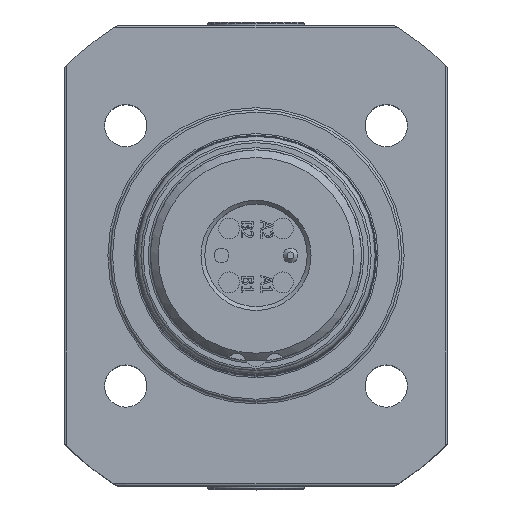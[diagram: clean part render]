
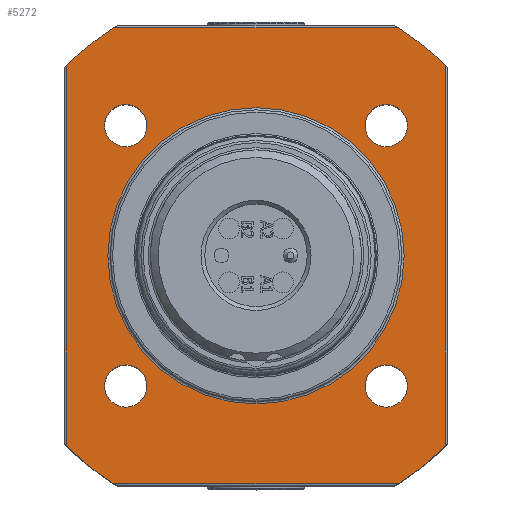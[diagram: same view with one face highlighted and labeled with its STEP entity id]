
A CAD part, top view. The second image highlights one B-rep face of the part: STEP entity #5272.
In plain terms, the highlighted planar face has unit normal (0, 0, 1).
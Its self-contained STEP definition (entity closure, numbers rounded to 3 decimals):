
#842=LINE($,#12213,#1164);
#843=LINE($,#12217,#1165);
#844=LINE($,#12221,#1166);
#845=LINE($,#12224,#1167);
#1164=VECTOR($,#6533,49.595);
#1165=VECTOR($,#6536,37.036);
#1166=VECTOR($,#6539,49.595);
#1167=VECTOR($,#6542,37.036);
#1309=PLANE($,#5595);
#1397=FACE_BOUND($,#2075,.T.);
#1398=FACE_BOUND($,#2076,.T.);
#1399=FACE_BOUND($,#2077,.T.);
#1400=FACE_BOUND($,#2078,.T.);
#1401=FACE_BOUND($,#2079,.T.);
#1402=FACE_BOUND($,#2080,.T.);
#2075=EDGE_LOOP($,(#4742));
#2076=EDGE_LOOP($,(#4743));
#2077=EDGE_LOOP($,(#4744));
#2078=EDGE_LOOP($,(#4745));
#2079=EDGE_LOOP($,(#4746,#4747,#4748,#4749,#4750,#4751,#4752,#4753));
#2080=EDGE_LOOP($,(#4754));
#2200=CIRCLE($,#5345,2.75);
#2202=CIRCLE($,#5348,2.75);
#2204=CIRCLE($,#5351,2.75);
#2206=CIRCLE($,#5354,2.75);
#2281=CIRCLE($,#5596,35.);
#2282=CIRCLE($,#5597,35.);
#2283=CIRCLE($,#5598,35.);
#2284=CIRCLE($,#5599,35.);
#2285=CIRCLE($,#5600,19.3);
#2340=VERTEX_POINT($,#6807);
#2342=VERTEX_POINT($,#6812);
#2344=VERTEX_POINT($,#6817);
#2346=VERTEX_POINT($,#6822);
#2765=VERTEX_POINT($,#12209);
#2766=VERTEX_POINT($,#12210);
#2767=VERTEX_POINT($,#12212);
#2768=VERTEX_POINT($,#12214);
#2769=VERTEX_POINT($,#12216);
#2770=VERTEX_POINT($,#12218);
#2771=VERTEX_POINT($,#12220);
#2772=VERTEX_POINT($,#12222);
#2773=VERTEX_POINT($,#12225);
#2841=EDGE_CURVE($,#2340,#2340,#2200,.T.);
#2843=EDGE_CURVE($,#2342,#2342,#2202,.T.);
#2845=EDGE_CURVE($,#2344,#2344,#2204,.T.);
#2847=EDGE_CURVE($,#2346,#2346,#2206,.T.);
#3451=EDGE_CURVE($,#2765,#2766,#2281,.T.);
#3452=EDGE_CURVE($,#2767,#2766,#842,.T.);
#3453=EDGE_CURVE($,#2767,#2768,#2282,.T.);
#3454=EDGE_CURVE($,#2769,#2768,#843,.T.);
#3455=EDGE_CURVE($,#2769,#2770,#2283,.T.);
#3456=EDGE_CURVE($,#2771,#2770,#844,.T.);
#3457=EDGE_CURVE($,#2771,#2772,#2284,.T.);
#3458=EDGE_CURVE($,#2765,#2772,#845,.T.);
#3459=EDGE_CURVE($,#2773,#2773,#2285,.T.);
#4742=ORIENTED_EDGE($,*,*,#2841,.T.);
#4743=ORIENTED_EDGE($,*,*,#2843,.T.);
#4744=ORIENTED_EDGE($,*,*,#2845,.T.);
#4745=ORIENTED_EDGE($,*,*,#2847,.T.);
#4746=ORIENTED_EDGE($,*,*,#3451,.T.);
#4747=ORIENTED_EDGE($,*,*,#3452,.F.);
#4748=ORIENTED_EDGE($,*,*,#3453,.T.);
#4749=ORIENTED_EDGE($,*,*,#3454,.F.);
#4750=ORIENTED_EDGE($,*,*,#3455,.T.);
#4751=ORIENTED_EDGE($,*,*,#3456,.F.);
#4752=ORIENTED_EDGE($,*,*,#3457,.T.);
#4753=ORIENTED_EDGE($,*,*,#3458,.F.);
#4754=ORIENTED_EDGE($,*,*,#3459,.F.);
#5272=ADVANCED_FACE($,(#1397,#1398,#1399,#1400,#1401,#1402),#1309,.T.);
#5345=AXIS2_PLACEMENT_3D($,#6808,#5727,#5728);
#5348=AXIS2_PLACEMENT_3D($,#6813,#5733,#5734);
#5351=AXIS2_PLACEMENT_3D($,#6818,#5739,#5740);
#5354=AXIS2_PLACEMENT_3D($,#6823,#5745,#5746);
#5595=AXIS2_PLACEMENT_3D($,#12208,#6529,#6530);
#5596=AXIS2_PLACEMENT_3D($,#12211,#6531,#6532);
#5597=AXIS2_PLACEMENT_3D($,#12215,#6534,#6535);
#5598=AXIS2_PLACEMENT_3D($,#12219,#6537,#6538);
#5599=AXIS2_PLACEMENT_3D($,#12223,#6540,#6541);
#5600=AXIS2_PLACEMENT_3D($,#12226,#6543,#6544);
#5727=DIRECTION('center_axis',(0.,0.,-1.));
#5728=DIRECTION('ref_axis',(-1.,0.,0.));
#5733=DIRECTION('center_axis',(0.,0.,-1.));
#5734=DIRECTION('ref_axis',(-1.,0.,0.));
#5739=DIRECTION('center_axis',(0.,0.,-1.));
#5740=DIRECTION('ref_axis',(-1.,0.,0.));
#5745=DIRECTION('center_axis',(0.,0.,-1.));
#5746=DIRECTION('ref_axis',(-1.,0.,0.));
#6529=DIRECTION('center_axis',(0.,0.,1.));
#6530=DIRECTION('ref_axis',(1.,0.,0.));
#6531=DIRECTION('center_axis',(0.,0.,1.));
#6532=DIRECTION('ref_axis',(1.,0.,0.));
#6533=DIRECTION($,(0.,1.,0.));
#6534=DIRECTION('center_axis',(0.,0.,1.));
#6535=DIRECTION('ref_axis',(1.,0.,0.));
#6536=DIRECTION($,(-1.,0.,0.));
#6537=DIRECTION('center_axis',(0.,0.,1.));
#6538=DIRECTION('ref_axis',(1.,0.,0.));
#6539=DIRECTION($,(0.,-1.,0.));
#6540=DIRECTION('center_axis',(0.,0.,1.));
#6541=DIRECTION('ref_axis',(1.,0.,0.));
#6542=DIRECTION($,(1.,0.,0.));
#6543=DIRECTION('center_axis',(0.,0.,1.));
#6544=DIRECTION('ref_axis',(-1.,0.,0.));
#6807=CARTESIAN_POINT('',(-14.221,-16.971,25.));
#6808=CARTESIAN_POINT('Origin',(-16.971,-16.971,25.));
#6812=CARTESIAN_POINT('',(19.721,-16.971,25.));
#6813=CARTESIAN_POINT('Origin',(16.971,-16.971,25.));
#6817=CARTESIAN_POINT('',(-14.221,16.971,25.));
#6818=CARTESIAN_POINT('Origin',(-16.971,16.971,25.));
#6822=CARTESIAN_POINT('',(19.721,16.971,25.));
#6823=CARTESIAN_POINT('Origin',(16.971,16.971,25.));
#12208=CARTESIAN_POINT('Origin',(0.,0.,25.));
#12209=CARTESIAN_POINT('',(-18.518,29.7,25.));
#12210=CARTESIAN_POINT('',(-24.7,24.797,25.));
#12211=CARTESIAN_POINT('Origin',(0.,0.,25.));
#12212=CARTESIAN_POINT('',(-24.7,-24.797,25.));
#12213=CARTESIAN_POINT($,(-24.7,-15.,25.));
#12214=CARTESIAN_POINT('',(-18.518,-29.7,25.));
#12215=CARTESIAN_POINT('Origin',(0.,0.,25.));
#12216=CARTESIAN_POINT('',(18.518,-29.7,25.));
#12217=CARTESIAN_POINT($,(12.5,-29.7,25.));
#12218=CARTESIAN_POINT('',(24.7,-24.797,25.));
#12219=CARTESIAN_POINT('Origin',(0.,0.,25.));
#12220=CARTESIAN_POINT('',(24.7,24.797,25.));
#12221=CARTESIAN_POINT($,(24.7,15.,25.));
#12222=CARTESIAN_POINT('',(18.518,29.7,25.));
#12223=CARTESIAN_POINT('Origin',(0.,0.,25.));
#12224=CARTESIAN_POINT($,(-12.5,29.7,25.));
#12225=CARTESIAN_POINT('',(19.3,0.,25.));
#12226=CARTESIAN_POINT('Origin',(0.,0.,25.));
